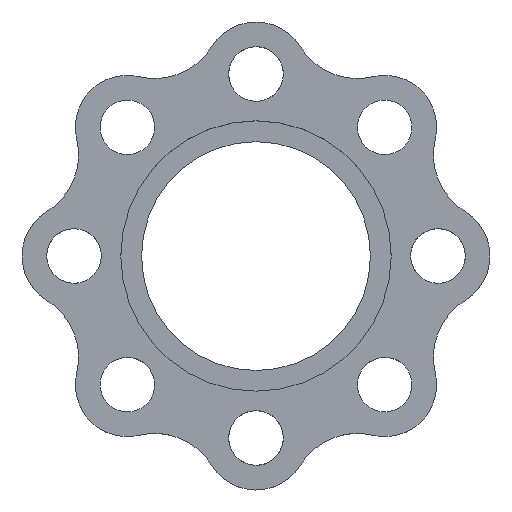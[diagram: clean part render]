
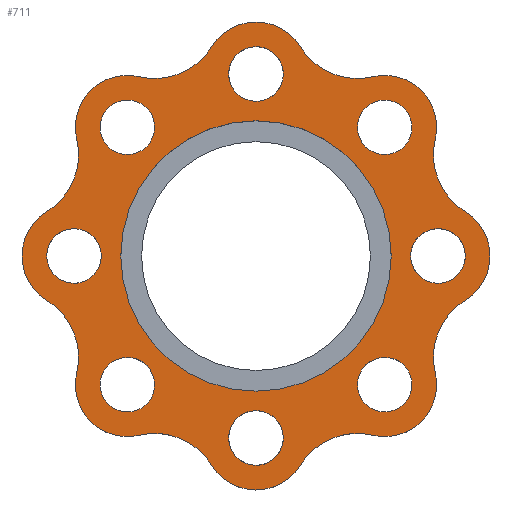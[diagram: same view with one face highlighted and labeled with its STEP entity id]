
A CAD part, top view. The second image highlights one B-rep face of the part: STEP entity #711.
In plain terms, the highlighted planar face has unit normal (0, 0, 1).
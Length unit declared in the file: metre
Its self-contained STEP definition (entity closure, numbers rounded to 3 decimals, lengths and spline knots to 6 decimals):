
#142=ORIENTED_EDGE('',*,*,#358,.T.);
#143=ORIENTED_EDGE('',*,*,#359,.F.);
#144=ORIENTED_EDGE('',*,*,#360,.F.);
#145=ORIENTED_EDGE('',*,*,#361,.F.);
#146=ORIENTED_EDGE('',*,*,#362,.F.);
#147=ORIENTED_EDGE('',*,*,#363,.F.);
#148=ORIENTED_EDGE('',*,*,#364,.F.);
#149=ORIENTED_EDGE('',*,*,#365,.F.);
#150=ORIENTED_EDGE('',*,*,#366,.F.);
#151=ORIENTED_EDGE('',*,*,#367,.T.);
#152=ORIENTED_EDGE('',*,*,#368,.T.);
#153=ORIENTED_EDGE('',*,*,#369,.T.);
#154=ORIENTED_EDGE('',*,*,#370,.F.);
#155=ORIENTED_EDGE('',*,*,#371,.T.);
#156=ORIENTED_EDGE('',*,*,#372,.F.);
#157=ORIENTED_EDGE('',*,*,#373,.T.);
#158=ORIENTED_EDGE('',*,*,#374,.F.);
#159=ORIENTED_EDGE('',*,*,#375,.T.);
#160=ORIENTED_EDGE('',*,*,#376,.F.);
#161=ORIENTED_EDGE('',*,*,#377,.T.);
#162=ORIENTED_EDGE('',*,*,#378,.F.);
#163=ORIENTED_EDGE('',*,*,#379,.T.);
#164=ORIENTED_EDGE('',*,*,#380,.F.);
#165=ORIENTED_EDGE('',*,*,#381,.T.);
#166=ORIENTED_EDGE('',*,*,#382,.F.);
#358=EDGE_CURVE('',#466,#466,#542,.T.);
#359=EDGE_CURVE('',#467,#467,#543,.F.);
#360=EDGE_CURVE('',#468,#468,#544,.F.);
#361=EDGE_CURVE('',#469,#469,#545,.F.);
#362=EDGE_CURVE('',#470,#470,#546,.F.);
#363=EDGE_CURVE('',#471,#471,#547,.F.);
#364=EDGE_CURVE('',#472,#472,#548,.F.);
#365=EDGE_CURVE('',#473,#473,#549,.F.);
#366=EDGE_CURVE('',#474,#474,#550,.F.);
#367=EDGE_CURVE('',#475,#476,#551,.T.);
#368=EDGE_CURVE('',#476,#477,#552,.T.);
#369=EDGE_CURVE('',#477,#478,#553,.T.);
#370=EDGE_CURVE('',#479,#478,#554,.T.);
#371=EDGE_CURVE('',#479,#480,#555,.T.);
#372=EDGE_CURVE('',#481,#480,#556,.T.);
#373=EDGE_CURVE('',#481,#482,#557,.T.);
#374=EDGE_CURVE('',#483,#482,#558,.T.);
#375=EDGE_CURVE('',#483,#484,#559,.T.);
#376=EDGE_CURVE('',#485,#484,#560,.T.);
#377=EDGE_CURVE('',#485,#486,#561,.T.);
#378=EDGE_CURVE('',#487,#486,#562,.T.);
#379=EDGE_CURVE('',#487,#488,#563,.T.);
#380=EDGE_CURVE('',#489,#488,#564,.T.);
#381=EDGE_CURVE('',#489,#490,#565,.T.);
#382=EDGE_CURVE('',#475,#490,#566,.T.);
#466=VERTEX_POINT('',#1205);
#467=VERTEX_POINT('',#1207);
#468=VERTEX_POINT('',#1209);
#469=VERTEX_POINT('',#1211);
#470=VERTEX_POINT('',#1213);
#471=VERTEX_POINT('',#1215);
#472=VERTEX_POINT('',#1217);
#473=VERTEX_POINT('',#1219);
#474=VERTEX_POINT('',#1221);
#475=VERTEX_POINT('',#1223);
#476=VERTEX_POINT('',#1224);
#477=VERTEX_POINT('',#1226);
#478=VERTEX_POINT('',#1228);
#479=VERTEX_POINT('',#1230);
#480=VERTEX_POINT('',#1232);
#481=VERTEX_POINT('',#1234);
#482=VERTEX_POINT('',#1236);
#483=VERTEX_POINT('',#1238);
#484=VERTEX_POINT('',#1240);
#485=VERTEX_POINT('',#1242);
#486=VERTEX_POINT('',#1244);
#487=VERTEX_POINT('',#1246);
#488=VERTEX_POINT('',#1248);
#489=VERTEX_POINT('',#1250);
#490=VERTEX_POINT('',#1252);
#542=CIRCLE('',#795,0.026);
#543=CIRCLE('',#796,0.00525);
#544=CIRCLE('',#797,0.00525);
#545=CIRCLE('',#798,0.00525);
#546=CIRCLE('',#799,0.00525);
#547=CIRCLE('',#800,0.00525);
#548=CIRCLE('',#801,0.00525);
#549=CIRCLE('',#802,0.00525);
#550=CIRCLE('',#803,0.00525);
#551=CIRCLE('',#804,0.01);
#552=CIRCLE('',#805,0.012856);
#553=CIRCLE('',#806,0.01);
#554=CIRCLE('',#807,0.012856);
#555=CIRCLE('',#808,0.01);
#556=CIRCLE('',#809,0.012856);
#557=CIRCLE('',#810,0.01);
#558=CIRCLE('',#811,0.012856);
#559=CIRCLE('',#812,0.01);
#560=CIRCLE('',#813,0.012856);
#561=CIRCLE('',#814,0.01);
#562=CIRCLE('',#815,0.012856);
#563=CIRCLE('',#816,0.01);
#564=CIRCLE('',#817,0.012856);
#565=CIRCLE('',#818,0.01);
#566=CIRCLE('',#819,0.012856);
#588=EDGE_LOOP('',(#142));
#589=EDGE_LOOP('',(#143));
#590=EDGE_LOOP('',(#144));
#591=EDGE_LOOP('',(#145));
#592=EDGE_LOOP('',(#146));
#593=EDGE_LOOP('',(#147));
#594=EDGE_LOOP('',(#148));
#595=EDGE_LOOP('',(#149));
#596=EDGE_LOOP('',(#150));
#597=EDGE_LOOP('',(#151,#152,#153,#154,#155,#156,#157,#158,#159,#160,#161,
#162,#163,#164,#165,#166));
#648=FACE_BOUND('',#588,.T.);
#649=FACE_BOUND('',#589,.T.);
#650=FACE_BOUND('',#590,.T.);
#651=FACE_BOUND('',#591,.T.);
#652=FACE_BOUND('',#592,.T.);
#653=FACE_BOUND('',#593,.T.);
#654=FACE_BOUND('',#594,.T.);
#655=FACE_BOUND('',#595,.T.);
#656=FACE_BOUND('',#596,.T.);
#657=FACE_BOUND('',#597,.T.);
#707=PLANE('',#794);
#711=ADVANCED_FACE('',(#648,#649,#650,#651,#652,#653,#654,#655,#656,#657),
#707,.F.);
#794=AXIS2_PLACEMENT_3D('',#1203,#943,#944);
#795=AXIS2_PLACEMENT_3D('',#1204,#945,#946);
#796=AXIS2_PLACEMENT_3D('',#1206,#947,#948);
#797=AXIS2_PLACEMENT_3D('',#1208,#949,#950);
#798=AXIS2_PLACEMENT_3D('',#1210,#951,#952);
#799=AXIS2_PLACEMENT_3D('',#1212,#953,#954);
#800=AXIS2_PLACEMENT_3D('',#1214,#955,#956);
#801=AXIS2_PLACEMENT_3D('',#1216,#957,#958);
#802=AXIS2_PLACEMENT_3D('',#1218,#959,#960);
#803=AXIS2_PLACEMENT_3D('',#1220,#961,#962);
#804=AXIS2_PLACEMENT_3D('',#1222,#963,#964);
#805=AXIS2_PLACEMENT_3D('',#1225,#965,#966);
#806=AXIS2_PLACEMENT_3D('',#1227,#967,#968);
#807=AXIS2_PLACEMENT_3D('',#1229,#969,#970);
#808=AXIS2_PLACEMENT_3D('',#1231,#971,#972);
#809=AXIS2_PLACEMENT_3D('',#1233,#973,#974);
#810=AXIS2_PLACEMENT_3D('',#1235,#975,#976);
#811=AXIS2_PLACEMENT_3D('',#1237,#977,#978);
#812=AXIS2_PLACEMENT_3D('',#1239,#979,#980);
#813=AXIS2_PLACEMENT_3D('',#1241,#981,#982);
#814=AXIS2_PLACEMENT_3D('',#1243,#983,#984);
#815=AXIS2_PLACEMENT_3D('',#1245,#985,#986);
#816=AXIS2_PLACEMENT_3D('',#1247,#987,#988);
#817=AXIS2_PLACEMENT_3D('',#1249,#989,#990);
#818=AXIS2_PLACEMENT_3D('',#1251,#991,#992);
#819=AXIS2_PLACEMENT_3D('',#1253,#993,#994);
#943=DIRECTION('',(0.,0.,-1.));
#944=DIRECTION('',(-1.,0.,0.));
#945=DIRECTION('',(0.,0.,-1.));
#946=DIRECTION('',(-1.,0.,0.));
#947=DIRECTION('',(0.,0.,-1.));
#948=DIRECTION('',(-1.,0.,0.));
#949=DIRECTION('',(0.,0.,-1.));
#950=DIRECTION('',(-1.,0.,0.));
#951=DIRECTION('',(0.,0.,-1.));
#952=DIRECTION('',(-1.,0.,0.));
#953=DIRECTION('',(0.,0.,-1.));
#954=DIRECTION('',(-1.,0.,0.));
#955=DIRECTION('',(0.,0.,-1.));
#956=DIRECTION('',(-1.,0.,0.));
#957=DIRECTION('',(0.,0.,-1.));
#958=DIRECTION('',(-1.,0.,0.));
#959=DIRECTION('',(0.,0.,-1.));
#960=DIRECTION('',(-1.,0.,0.));
#961=DIRECTION('',(0.,0.,-1.));
#962=DIRECTION('',(-1.,0.,0.));
#963=DIRECTION('',(0.,0.,1.));
#964=DIRECTION('',(0.707,-0.707,0.));
#965=DIRECTION('',(0.,0.,-1.));
#966=DIRECTION('',(1.,0.,0.));
#967=DIRECTION('',(0.,0.,1.));
#968=DIRECTION('',(1.,0.,0.));
#969=DIRECTION('',(0.,0.,1.));
#970=DIRECTION('',(1.,0.,0.));
#971=DIRECTION('',(0.,0.,1.));
#972=DIRECTION('',(0.707,0.707,0.));
#973=DIRECTION('',(0.,0.,1.));
#974=DIRECTION('',(0.707,0.707,0.));
#975=DIRECTION('',(0.,0.,1.));
#976=DIRECTION('',(0.,1.,0.));
#977=DIRECTION('',(0.,0.,1.));
#978=DIRECTION('',(0.,1.,0.));
#979=DIRECTION('',(0.,0.,1.));
#980=DIRECTION('',(-0.707,0.707,0.));
#981=DIRECTION('',(0.,0.,1.));
#982=DIRECTION('',(-0.707,0.707,0.));
#983=DIRECTION('',(0.,0.,1.));
#984=DIRECTION('',(-1.,0.,0.));
#985=DIRECTION('',(0.,0.,1.));
#986=DIRECTION('',(-1.,0.,0.));
#987=DIRECTION('',(0.,0.,1.));
#988=DIRECTION('',(-0.707,-0.707,0.));
#989=DIRECTION('',(0.,0.,1.));
#990=DIRECTION('',(-0.707,-0.707,0.));
#991=DIRECTION('',(0.,0.,1.));
#992=DIRECTION('',(0.,-1.,0.));
#993=DIRECTION('',(0.,0.,1.));
#994=DIRECTION('',(0.,-1.,0.));
#1203=CARTESIAN_POINT('',(0.0387,0.,0.0167));
#1204=CARTESIAN_POINT('',(0.,0.,0.0167));
#1205=CARTESIAN_POINT('',(-0.026,0.,0.0167));
#1206=CARTESIAN_POINT('',(0.035,0.,0.0167));
#1207=CARTESIAN_POINT('',(0.02975,0.,0.0167));
#1208=CARTESIAN_POINT('',(0.024749,0.024749,0.0167));
#1209=CARTESIAN_POINT('',(0.019499,0.024749,0.0167));
#1210=CARTESIAN_POINT('',(0.,0.035,0.0167));
#1211=CARTESIAN_POINT('',(-0.00525,0.035,0.0167));
#1212=CARTESIAN_POINT('',(-0.024749,0.024749,0.0167));
#1213=CARTESIAN_POINT('',(-0.029999,0.024749,0.0167));
#1214=CARTESIAN_POINT('',(-0.035,0.,0.0167));
#1215=CARTESIAN_POINT('',(-0.04025,0.,0.0167));
#1216=CARTESIAN_POINT('',(-0.024749,-0.024749,0.0167));
#1217=CARTESIAN_POINT('',(-0.029999,-0.024749,0.0167));
#1218=CARTESIAN_POINT('',(0.,-0.035,0.0167));
#1219=CARTESIAN_POINT('',(-0.00525,-0.035,0.0167));
#1220=CARTESIAN_POINT('',(0.024749,-0.024749,0.0167));
#1221=CARTESIAN_POINT('',(0.019499,-0.024749,0.0167));
#1222=CARTESIAN_POINT('',(0.024749,-0.024749,0.0167));
#1223=CARTESIAN_POINT('',(0.022436,-0.034478,0.0167));
#1224=CARTESIAN_POINT('',(0.034478,-0.022436,0.0167));
#1225=CARTESIAN_POINT('',(0.046985,-0.019462,0.0167));
#1226=CARTESIAN_POINT('',(0.040244,-0.008515,0.0167));
#1227=CARTESIAN_POINT('',(0.035,0.,0.0167));
#1228=CARTESIAN_POINT('',(0.040244,0.008515,0.0167));
#1229=CARTESIAN_POINT('',(0.046985,0.019462,0.0167));
#1230=CARTESIAN_POINT('',(0.034478,0.022436,0.0167));
#1231=CARTESIAN_POINT('',(0.024749,0.024749,0.0167));
#1232=CARTESIAN_POINT('',(0.022436,0.034478,0.0167));
#1233=CARTESIAN_POINT('',(0.019462,0.046985,0.0167));
#1234=CARTESIAN_POINT('',(0.008515,0.040244,0.0167));
#1235=CARTESIAN_POINT('',(0.,0.035,0.0167));
#1236=CARTESIAN_POINT('',(-0.008515,0.040244,0.0167));
#1237=CARTESIAN_POINT('',(-0.019462,0.046985,0.0167));
#1238=CARTESIAN_POINT('',(-0.022436,0.034478,0.0167));
#1239=CARTESIAN_POINT('',(-0.024749,0.024749,0.0167));
#1240=CARTESIAN_POINT('',(-0.034478,0.022436,0.0167));
#1241=CARTESIAN_POINT('',(-0.046985,0.019462,0.0167));
#1242=CARTESIAN_POINT('',(-0.040244,0.008515,0.0167));
#1243=CARTESIAN_POINT('',(-0.035,0.,0.0167));
#1244=CARTESIAN_POINT('',(-0.040244,-0.008515,0.0167));
#1245=CARTESIAN_POINT('',(-0.046985,-0.019462,0.0167));
#1246=CARTESIAN_POINT('',(-0.034478,-0.022436,0.0167));
#1247=CARTESIAN_POINT('',(-0.024749,-0.024749,0.0167));
#1248=CARTESIAN_POINT('',(-0.022436,-0.034478,0.0167));
#1249=CARTESIAN_POINT('',(-0.019462,-0.046985,0.0167));
#1250=CARTESIAN_POINT('',(-0.008515,-0.040244,0.0167));
#1251=CARTESIAN_POINT('',(0.,-0.035,0.0167));
#1252=CARTESIAN_POINT('',(0.008515,-0.040244,0.0167));
#1253=CARTESIAN_POINT('',(0.019462,-0.046985,0.0167));
